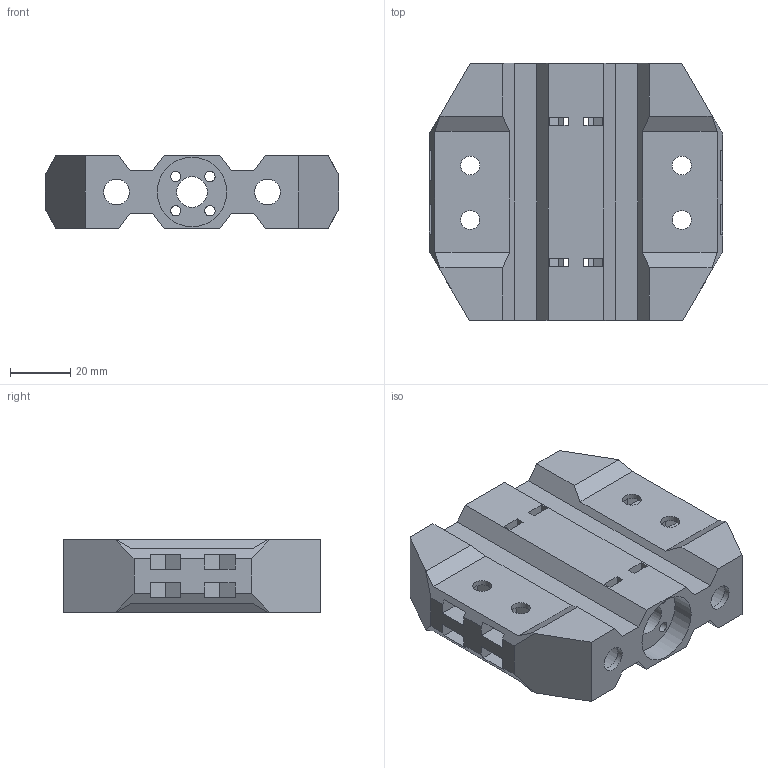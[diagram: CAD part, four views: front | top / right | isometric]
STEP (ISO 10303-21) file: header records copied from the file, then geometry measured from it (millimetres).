
FILE_DESCRIPTION(('FreeCAD Model'),'2;1');
FILE_NAME( 'z-carriage.step', '2020-04-16T08:52:23',('Author'),(''), 'Open CASCADE STEP processor 7.3','FreeCAD','Unknown');
FILE_SCHEMA(('AUTOMOTIVE_DESIGN { 1 0 10303 214 1 1 1 1 }'));
Length unit declared in the file: millimetre
Products named in the file (1): Body
Bounding box: 97 x 85 x 24 mm (x, y, z)
Volume: 104963.2 mm3; surface area: 41522.2 mm2
Topology: 1 solids, 1 shells, 223 faces, 631 edges, 420 vertices
Faces by surface type: plane 184, cylinder 39
Full cylindrical faces by diameter (mm): 3.4 x12, 6.25 x12, 8.5 x6, 10.2 x3, 15.1 x4, 23 x2
Entity records: 15675 total; most frequent: CARTESIAN_POINT 2837, DIRECTION 2383, LINE 1711, VECTOR 1711, ORIENTED_EDGE 1262, PCURVE 1262, DEFINITIONAL_REPRESENTATION 1262, EDGE_CURVE 631
